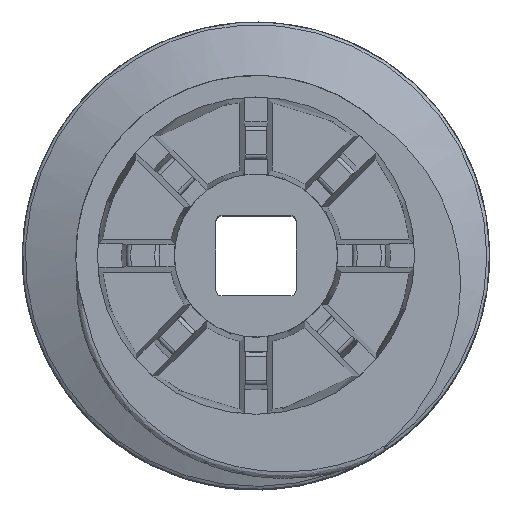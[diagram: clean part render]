
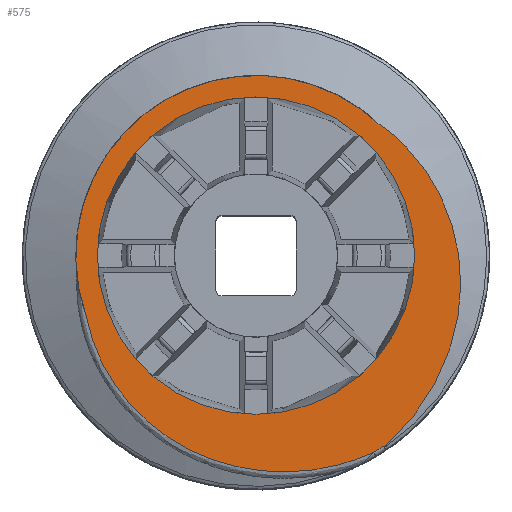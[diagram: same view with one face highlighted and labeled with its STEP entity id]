
A CAD part, top view. The second image highlights one B-rep face of the part: STEP entity #575.
In plain terms, the highlighted planar face has unit normal (0, 0, 1).
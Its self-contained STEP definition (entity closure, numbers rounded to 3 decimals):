
#101=FACE_BOUND('',#1012,.T.);
#129=PLANE('',#3870);
#575=ADVANCED_FACE('',(#101,#804),#129,.T.);
#804=FACE_OUTER_BOUND('',#1013,.T.);
#1012=EDGE_LOOP('',(#1539));
#1013=EDGE_LOOP('',(#1540,#1541,#1542,#1543,#1544));
#1244=B_SPLINE_CURVE_WITH_KNOTS('',3,(#6945,#6946,#6947,#6948,#6949,#6950),
.UNSPECIFIED.,.F.,.F.,(4,2,4),(0.,0.5,1.),.UNSPECIFIED.);
#1249=B_SPLINE_CURVE_WITH_KNOTS('',3,(#7369,#7370,#7371,#7372,#7373,#7374),
.UNSPECIFIED.,.F.,.F.,(4,2,4),(0.,0.5,1.),.UNSPECIFIED.);
#1268=B_SPLINE_CURVE_WITH_KNOTS('',3,(#8039,#8040,#8041,#8042,#8043,#8044,
#8045,#8046),.UNSPECIFIED.,.F.,.F.,(4,2,2,4),(0.,0.5,0.75,1.),.UNSPECIFIED.);
#1539=ORIENTED_EDGE('',*,*,#3129,.F.);
#1540=ORIENTED_EDGE('',*,*,#3092,.T.);
#1541=ORIENTED_EDGE('',*,*,#3130,.T.);
#1542=ORIENTED_EDGE('',*,*,#3131,.T.);
#1543=ORIENTED_EDGE('',*,*,#3085,.T.);
#1544=ORIENTED_EDGE('',*,*,#3093,.T.);
#2683=VERTEX_POINT('',#6951);
#2684=VERTEX_POINT('',#6952);
#2689=VERTEX_POINT('',#7366);
#2690=VERTEX_POINT('',#7368);
#2725=VERTEX_POINT('',#8037);
#2726=VERTEX_POINT('',#8047);
#3085=EDGE_CURVE('',#2683,#2684,#1244,.T.);
#3092=EDGE_CURVE('',#2690,#2689,#3646,.T.);
#3093=EDGE_CURVE('',#2684,#2690,#1249,.T.);
#3129=EDGE_CURVE('',#2725,#2725,#3664,.T.);
#3130=EDGE_CURVE('',#2689,#2726,#1268,.T.);
#3131=EDGE_CURVE('',#2726,#2683,#3665,.T.);
#3646=CIRCLE('',#3848,8.375);
#3664=CIRCLE('',#3867,7.375);
#3665=CIRCLE('',#3869,10.665);
#3848=AXIS2_PLACEMENT_3D('',#7367,#4302,#4303);
#3867=AXIS2_PLACEMENT_3D('',#8036,#4340,#4341);
#3869=AXIS2_PLACEMENT_3D('',#8048,#4344,#4345);
#3870=AXIS2_PLACEMENT_3D('',#8049,#4346,#4347);
#4302=DIRECTION('',(0.,0.,1.));
#4303=DIRECTION('',(1.,0.,0.));
#4340=DIRECTION('',(0.,0.,1.));
#4341=DIRECTION('',(1.,0.,0.));
#4344=DIRECTION('',(0.,0.,1.));
#4345=DIRECTION('',(1.,0.,0.));
#4346=DIRECTION('',(0.,0.,1.));
#4347=DIRECTION('',(1.,0.,0.));
#6945=CARTESIAN_POINT('',(6.175,-8.695,27.5));
#6946=CARTESIAN_POINT('',(8.258,-6.793,27.5));
#6947=CARTESIAN_POINT('',(9.553,-4.001,27.5));
#6948=CARTESIAN_POINT('',(9.478,1.692,27.5));
#6949=CARTESIAN_POINT('',(8.091,4.506,27.5));
#6950=CARTESIAN_POINT('',(5.719,6.118,27.5));
#6951=CARTESIAN_POINT('',(6.175,-8.695,27.5));
#6952=CARTESIAN_POINT('',(5.719,6.118,27.5));
#7366=CARTESIAN_POINT('',(-7.901,-2.779,27.5));
#7367=CARTESIAN_POINT('',(0.,0.,27.5));
#7368=CARTESIAN_POINT('',(-5.11,6.635,27.5));
#7369=CARTESIAN_POINT('',(5.719,6.118,27.5));
#7370=CARTESIAN_POINT('',(4.272,7.471,27.5));
#7371=CARTESIAN_POINT('',(2.352,8.272,27.5));
#7372=CARTESIAN_POINT('',(-1.551,8.459,27.5));
#7373=CARTESIAN_POINT('',(-3.541,7.844,27.5));
#7374=CARTESIAN_POINT('',(-5.11,6.635,27.5));
#8036=CARTESIAN_POINT('',(0.,0.,27.5));
#8037=CARTESIAN_POINT('',(7.375,0.,27.5));
#8039=CARTESIAN_POINT('',(-7.901,-2.779,27.5));
#8040=CARTESIAN_POINT('',(-7.38,-5.601,27.5));
#8041=CARTESIAN_POINT('',(-5.351,-8.015,27.5));
#8042=CARTESIAN_POINT('',(-1.488,-9.759,27.5));
#8043=CARTESIAN_POINT('',(-0.068,-10.062,27.5));
#8044=CARTESIAN_POINT('',(2.773,-10.045,27.5));
#8045=CARTESIAN_POINT('',(4.171,-9.73,27.5));
#8046=CARTESIAN_POINT('',(5.48,-9.149,27.5));
#8047=CARTESIAN_POINT('',(5.48,-9.149,27.5));
#8048=CARTESIAN_POINT('',(0.,0.,27.5));
#8049=CARTESIAN_POINT('',(-14.138,-11.425,27.5));
